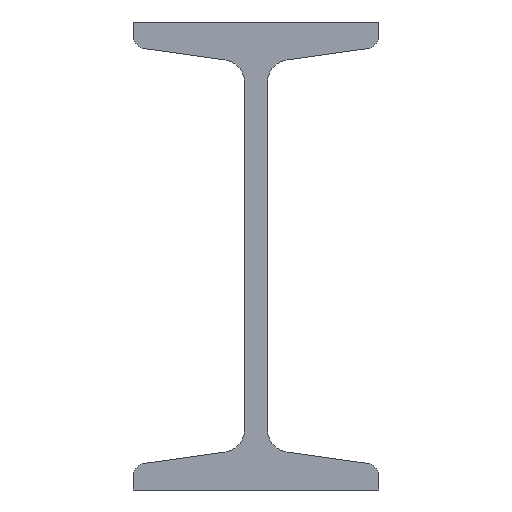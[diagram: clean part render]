
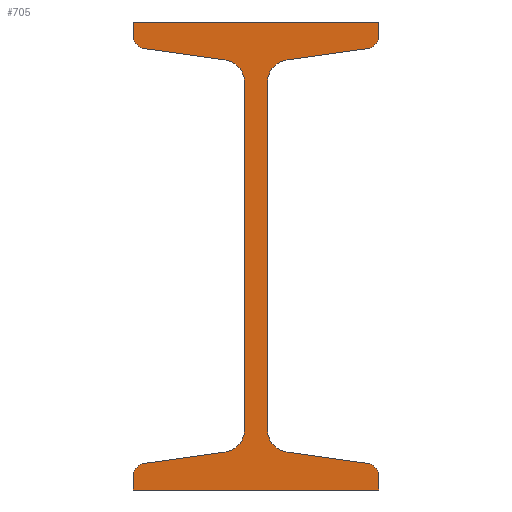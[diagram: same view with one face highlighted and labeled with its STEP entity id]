
A CAD part, front view. The second image highlights one B-rep face of the part: STEP entity #705.
In plain terms, the highlighted planar face has unit normal (0, -1, 0).
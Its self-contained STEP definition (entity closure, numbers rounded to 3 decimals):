
#2=DIRECTION('',(0.,0.,1.));
#3=VECTOR('',#2,2.267);
#4=CARTESIAN_POINT('',(-21.,0.,-40.));
#5=LINE('',#4,#3);
#6=CARTESIAN_POINT('',(-18.7,0.,-37.733));
#7=DIRECTION('',(0.,1.,0.));
#8=DIRECTION('',(-1.,0.,0.));
#9=AXIS2_PLACEMENT_3D('',#6,#7,#8);
#11=DIRECTION('',(0.99,0.,0.139));
#12=VECTOR('',#11,13.848);
#13=CARTESIAN_POINT('',(-19.02,0.,-35.455));
#14=LINE('',#13,#12);
#15=CARTESIAN_POINT('',(-5.85,0.,-29.666));
#16=DIRECTION('',(0.,-1.,0.));
#17=DIRECTION('',(0.139,0.,-0.99));
#18=AXIS2_PLACEMENT_3D('',#15,#16,#17);
#20=DIRECTION('',(0.,0.,1.));
#21=VECTOR('',#20,59.332);
#22=CARTESIAN_POINT('',(-1.95,0.,-29.666));
#23=LINE('',#22,#21);
#24=CARTESIAN_POINT('',(-5.85,0.,29.666));
#25=DIRECTION('',(0.,-1.,0.));
#26=DIRECTION('',(1.,0.,0.));
#27=AXIS2_PLACEMENT_3D('',#24,#25,#26);
#29=DIRECTION('',(-0.99,0.,0.139));
#30=VECTOR('',#29,13.848);
#31=CARTESIAN_POINT('',(-5.307,0.,33.528));
#32=LINE('',#31,#30);
#33=CARTESIAN_POINT('',(-18.7,0.,37.733));
#34=DIRECTION('',(0.,1.,0.));
#35=DIRECTION('',(-0.139,0.,-0.99));
#36=AXIS2_PLACEMENT_3D('',#33,#34,#35);
#38=DIRECTION('',(0.,0.,1.));
#39=VECTOR('',#38,2.267);
#40=CARTESIAN_POINT('',(-21.,0.,37.733));
#41=LINE('',#40,#39);
#42=DIRECTION('',(1.,0.,0.));
#43=VECTOR('',#42,42.);
#44=CARTESIAN_POINT('',(-21.,0.,40.));
#45=LINE('',#44,#43);
#46=DIRECTION('',(0.,0.,-1.));
#47=VECTOR('',#46,2.267);
#48=CARTESIAN_POINT('',(21.,0.,40.));
#49=LINE('',#48,#47);
#50=CARTESIAN_POINT('',(18.7,0.,37.733));
#51=DIRECTION('',(0.,1.,0.));
#52=DIRECTION('',(1.,0.,0.));
#53=AXIS2_PLACEMENT_3D('',#50,#51,#52);
#55=DIRECTION('',(-0.99,0.,-0.139));
#56=VECTOR('',#55,13.848);
#57=CARTESIAN_POINT('',(19.02,0.,35.455));
#58=LINE('',#57,#56);
#59=CARTESIAN_POINT('',(5.85,0.,29.666));
#60=DIRECTION('',(0.,-1.,0.));
#61=DIRECTION('',(-0.139,0.,0.99));
#62=AXIS2_PLACEMENT_3D('',#59,#60,#61);
#64=DIRECTION('',(0.,0.,-1.));
#65=VECTOR('',#64,59.332);
#66=CARTESIAN_POINT('',(1.95,0.,29.666));
#67=LINE('',#66,#65);
#68=CARTESIAN_POINT('',(5.85,0.,-29.666));
#69=DIRECTION('',(0.,-1.,0.));
#70=DIRECTION('',(-1.,0.,0.));
#71=AXIS2_PLACEMENT_3D('',#68,#69,#70);
#73=DIRECTION('',(0.99,0.,-0.139));
#74=VECTOR('',#73,13.848);
#75=CARTESIAN_POINT('',(5.307,0.,-33.528));
#76=LINE('',#75,#74);
#77=CARTESIAN_POINT('',(18.7,0.,-37.733));
#78=DIRECTION('',(0.,1.,0.));
#79=DIRECTION('',(0.139,0.,0.99));
#80=AXIS2_PLACEMENT_3D('',#77,#78,#79);
#82=DIRECTION('',(0.,0.,-1.));
#83=VECTOR('',#82,2.267);
#84=CARTESIAN_POINT('',(21.,0.,-37.733));
#85=LINE('',#84,#83);
#86=DIRECTION('',(-1.,0.,0.));
#87=VECTOR('',#86,42.);
#88=CARTESIAN_POINT('',(21.,0.,-40.));
#89=LINE('',#88,#87);
#498=CARTESIAN_POINT('',(-21.,0.,-40.));
#499=CARTESIAN_POINT('',(-21.,0.,-37.733));
#500=VERTEX_POINT('',#498);
#501=VERTEX_POINT('',#499);
#502=CARTESIAN_POINT('',(-19.02,0.,-35.455));
#503=VERTEX_POINT('',#502);
#504=CARTESIAN_POINT('',(-5.307,0.,-33.528));
#505=VERTEX_POINT('',#504);
#506=CARTESIAN_POINT('',(-1.95,0.,-29.666));
#507=VERTEX_POINT('',#506);
#508=CARTESIAN_POINT('',(-1.95,0.,29.666));
#509=VERTEX_POINT('',#508);
#510=CARTESIAN_POINT('',(-5.307,0.,33.528));
#511=VERTEX_POINT('',#510);
#512=CARTESIAN_POINT('',(-19.02,0.,35.455));
#513=VERTEX_POINT('',#512);
#514=CARTESIAN_POINT('',(-21.,0.,37.733));
#515=VERTEX_POINT('',#514);
#516=CARTESIAN_POINT('',(-21.,0.,40.));
#517=VERTEX_POINT('',#516);
#518=CARTESIAN_POINT('',(21.,0.,40.));
#519=VERTEX_POINT('',#518);
#520=CARTESIAN_POINT('',(21.,0.,37.733));
#521=VERTEX_POINT('',#520);
#522=CARTESIAN_POINT('',(19.02,0.,35.455));
#523=VERTEX_POINT('',#522);
#524=CARTESIAN_POINT('',(5.307,0.,33.528));
#525=VERTEX_POINT('',#524);
#526=CARTESIAN_POINT('',(1.95,0.,29.666));
#527=VERTEX_POINT('',#526);
#528=CARTESIAN_POINT('',(1.95,0.,-29.666));
#529=VERTEX_POINT('',#528);
#530=CARTESIAN_POINT('',(5.307,0.,-33.528));
#531=VERTEX_POINT('',#530);
#532=CARTESIAN_POINT('',(19.02,0.,-35.455));
#533=VERTEX_POINT('',#532);
#534=CARTESIAN_POINT('',(21.,0.,-37.733));
#535=VERTEX_POINT('',#534);
#536=CARTESIAN_POINT('',(21.,0.,-40.));
#537=VERTEX_POINT('',#536);
#658=CARTESIAN_POINT('',(0.,0.,0.));
#659=DIRECTION('',(0.,1.,0.));
#660=DIRECTION('',(1.,0.,0.));
#661=AXIS2_PLACEMENT_3D('',#658,#659,#660);
#662=PLANE('',#661);
#664=ORIENTED_EDGE('',*,*,#663,.T.);
#666=ORIENTED_EDGE('',*,*,#665,.T.);
#668=ORIENTED_EDGE('',*,*,#667,.T.);
#670=ORIENTED_EDGE('',*,*,#669,.T.);
#672=ORIENTED_EDGE('',*,*,#671,.T.);
#674=ORIENTED_EDGE('',*,*,#673,.T.);
#676=ORIENTED_EDGE('',*,*,#675,.T.);
#678=ORIENTED_EDGE('',*,*,#677,.T.);
#680=ORIENTED_EDGE('',*,*,#679,.T.);
#682=ORIENTED_EDGE('',*,*,#681,.T.);
#684=ORIENTED_EDGE('',*,*,#683,.T.);
#686=ORIENTED_EDGE('',*,*,#685,.T.);
#688=ORIENTED_EDGE('',*,*,#687,.T.);
#690=ORIENTED_EDGE('',*,*,#689,.T.);
#692=ORIENTED_EDGE('',*,*,#691,.T.);
#694=ORIENTED_EDGE('',*,*,#693,.T.);
#696=ORIENTED_EDGE('',*,*,#695,.T.);
#698=ORIENTED_EDGE('',*,*,#697,.T.);
#700=ORIENTED_EDGE('',*,*,#699,.T.);
#702=ORIENTED_EDGE('',*,*,#701,.T.);
#703=EDGE_LOOP('',(#664,#666,#668,#670,#672,#674,#676,#678,#680,#682,#684,#686,
#688,#690,#692,#694,#696,#698,#700,#702));
#704=FACE_OUTER_BOUND('',#703,.F.);
#705=ADVANCED_FACE('',(#704),#662,.F.);
#10=CIRCLE('',#9,2.3);
#19=CIRCLE('',#18,3.9);
#28=CIRCLE('',#27,3.9);
#37=CIRCLE('',#36,2.3);
#54=CIRCLE('',#53,2.3);
#63=CIRCLE('',#62,3.9);
#72=CIRCLE('',#71,3.9);
#81=CIRCLE('',#80,2.3);
#663=EDGE_CURVE('',#500,#501,#5,.T.);
#665=EDGE_CURVE('',#501,#503,#10,.T.);
#667=EDGE_CURVE('',#503,#505,#14,.T.);
#669=EDGE_CURVE('',#505,#507,#19,.T.);
#671=EDGE_CURVE('',#507,#509,#23,.T.);
#673=EDGE_CURVE('',#509,#511,#28,.T.);
#675=EDGE_CURVE('',#511,#513,#32,.T.);
#677=EDGE_CURVE('',#513,#515,#37,.T.);
#679=EDGE_CURVE('',#515,#517,#41,.T.);
#681=EDGE_CURVE('',#517,#519,#45,.T.);
#683=EDGE_CURVE('',#519,#521,#49,.T.);
#685=EDGE_CURVE('',#521,#523,#54,.T.);
#687=EDGE_CURVE('',#523,#525,#58,.T.);
#689=EDGE_CURVE('',#525,#527,#63,.T.);
#691=EDGE_CURVE('',#527,#529,#67,.T.);
#693=EDGE_CURVE('',#529,#531,#72,.T.);
#695=EDGE_CURVE('',#531,#533,#76,.T.);
#697=EDGE_CURVE('',#533,#535,#81,.T.);
#699=EDGE_CURVE('',#535,#537,#85,.T.);
#701=EDGE_CURVE('',#537,#500,#89,.T.);
